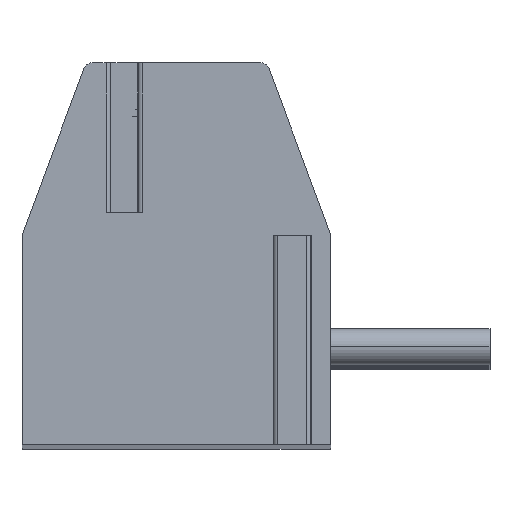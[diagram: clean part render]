
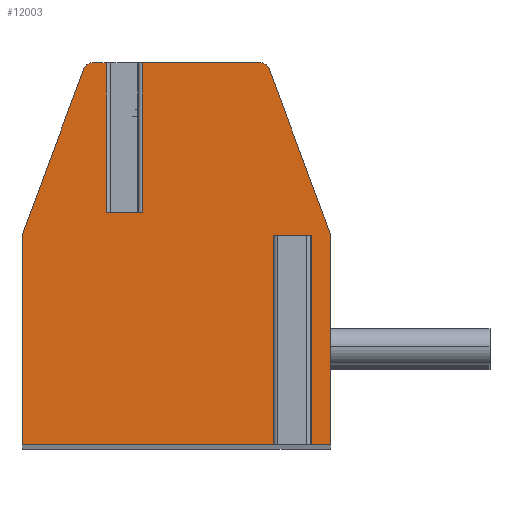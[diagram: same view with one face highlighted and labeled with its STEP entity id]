
A CAD part, top view. The second image highlights one B-rep face of the part: STEP entity #12003.
In plain terms, the highlighted planar face has unit normal (0, 0, 1).
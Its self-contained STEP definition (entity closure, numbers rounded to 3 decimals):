
#13=DIRECTION('',(1.,0.,0.));
#14=VECTOR('',#13,0.796);
#15=CARTESIAN_POINT('',(-1.548,0.9,57.75));
#16=LINE('',#15,#14);
#17=DIRECTION('',(0.,1.,0.));
#18=VECTOR('',#17,3.3);
#19=CARTESIAN_POINT('',(-0.752,0.9,57.75));
#20=LINE('',#19,#18);
#21=DIRECTION('',(-1.,0.,0.));
#22=VECTOR('',#21,2.603);
#23=CARTESIAN_POINT('',(1.851,4.2,57.75));
#24=LINE('',#23,#22);
#25=CARTESIAN_POINT('',(1.851,4.,57.75));
#26=DIRECTION('',(0.,0.,1.));
#27=DIRECTION('',(0.938,0.348,0.));
#28=AXIS2_PLACEMENT_3D('',#25,#26,#27);
#30=DIRECTION('',(-0.348,0.938,0.));
#31=VECTOR('',#30,3.914);
#32=CARTESIAN_POINT('',(3.4,0.4,57.75));
#33=LINE('',#32,#31);
#34=DIRECTION('',(0.,1.,0.));
#35=VECTOR('',#34,4.6);
#36=CARTESIAN_POINT('',(3.4,-4.2,57.75));
#37=LINE('',#36,#35);
#38=DIRECTION('',(1.,0.,0.));
#39=VECTOR('',#38,0.634);
#40=CARTESIAN_POINT('',(2.766,-4.2,57.75));
#41=LINE('',#40,#39);
#42=DIRECTION('',(0.,1.,0.));
#43=VECTOR('',#42,4.6);
#44=CARTESIAN_POINT('',(2.766,-4.2,57.75));
#45=LINE('',#44,#43);
#46=DIRECTION('',(-1.,0.,0.));
#47=VECTOR('',#46,0.43);
#48=CARTESIAN_POINT('',(2.766,0.4,57.75));
#49=LINE('',#48,#47);
#50=DIRECTION('',(0.,1.,0.));
#51=VECTOR('',#50,4.6);
#52=CARTESIAN_POINT('',(2.336,-4.2,57.75));
#53=LINE('',#52,#51);
#54=DIRECTION('',(1.,0.,0.));
#55=VECTOR('',#54,5.736);
#56=CARTESIAN_POINT('',(-3.4,-4.2,57.75));
#57=LINE('',#56,#55);
#58=DIRECTION('',(0.,-1.,0.));
#59=VECTOR('',#58,4.6);
#60=CARTESIAN_POINT('',(-3.4,0.4,57.75));
#61=LINE('',#60,#59);
#62=DIRECTION('',(-0.348,-0.938,0.));
#63=VECTOR('',#62,3.914);
#64=CARTESIAN_POINT('',(-2.038,4.07,57.75));
#65=LINE('',#64,#63);
#66=CARTESIAN_POINT('',(-1.851,4.,57.75));
#67=DIRECTION('',(0.,0.,1.));
#68=DIRECTION('',(0.,1.,0.));
#69=AXIS2_PLACEMENT_3D('',#66,#67,#68);
#71=DIRECTION('',(-1.,0.,0.));
#72=VECTOR('',#71,0.303);
#73=CARTESIAN_POINT('',(-1.548,4.2,57.75));
#74=LINE('',#73,#72);
#75=DIRECTION('',(0.,1.,0.));
#76=VECTOR('',#75,3.3);
#77=CARTESIAN_POINT('',(-1.548,0.9,57.75));
#78=LINE('',#77,#76);
#9382=CARTESIAN_POINT('',(-1.851,4.2,57.75));
#9383=CARTESIAN_POINT('',(-2.038,4.07,57.75));
#9384=VERTEX_POINT('',#9382);
#9385=VERTEX_POINT('',#9383);
#9386=CARTESIAN_POINT('',(-3.4,0.4,57.75));
#9387=VERTEX_POINT('',#9386);
#9388=CARTESIAN_POINT('',(-3.4,-4.2,57.75));
#9389=VERTEX_POINT('',#9388);
#9390=CARTESIAN_POINT('',(3.4,-4.2,57.75));
#9391=CARTESIAN_POINT('',(3.4,0.4,57.75));
#9392=VERTEX_POINT('',#9390);
#9393=VERTEX_POINT('',#9391);
#9394=CARTESIAN_POINT('',(2.038,4.07,57.75));
#9395=VERTEX_POINT('',#9394);
#9396=CARTESIAN_POINT('',(1.851,4.2,57.75));
#9397=VERTEX_POINT('',#9396);
#9438=CARTESIAN_POINT('',(2.766,0.4,57.75));
#9439=CARTESIAN_POINT('',(2.336,0.4,57.75));
#9440=VERTEX_POINT('',#9438);
#9441=VERTEX_POINT('',#9439);
#9442=CARTESIAN_POINT('',(2.336,-4.2,57.75));
#9443=VERTEX_POINT('',#9442);
#9444=CARTESIAN_POINT('',(2.766,-4.2,57.75));
#9445=VERTEX_POINT('',#9444);
#9506=CARTESIAN_POINT('',(-1.548,0.9,57.75));
#9507=CARTESIAN_POINT('',(-0.752,0.9,57.75));
#9508=VERTEX_POINT('',#9506);
#9509=VERTEX_POINT('',#9507);
#9510=CARTESIAN_POINT('',(-1.548,4.2,57.75));
#9511=VERTEX_POINT('',#9510);
#9512=CARTESIAN_POINT('',(-0.752,4.2,57.75));
#9513=VERTEX_POINT('',#9512);
#11964=CARTESIAN_POINT('',(0.,0.,57.75));
#11965=DIRECTION('',(0.,0.,1.));
#11966=DIRECTION('',(1.,0.,0.));
#11967=AXIS2_PLACEMENT_3D('',#11964,#11965,#11966);
#11968=PLANE('',#11967);
#11970=ORIENTED_EDGE('',*,*,#11969,.T.);
#11972=ORIENTED_EDGE('',*,*,#11971,.T.);
#11974=ORIENTED_EDGE('',*,*,#11973,.F.);
#11976=ORIENTED_EDGE('',*,*,#11975,.F.);
#11978=ORIENTED_EDGE('',*,*,#11977,.F.);
#11980=ORIENTED_EDGE('',*,*,#11979,.F.);
#11982=ORIENTED_EDGE('',*,*,#11981,.F.);
#11984=ORIENTED_EDGE('',*,*,#11983,.T.);
#11986=ORIENTED_EDGE('',*,*,#11985,.T.);
#11988=ORIENTED_EDGE('',*,*,#11987,.F.);
#11990=ORIENTED_EDGE('',*,*,#11989,.F.);
#11992=ORIENTED_EDGE('',*,*,#11991,.F.);
#11994=ORIENTED_EDGE('',*,*,#11993,.F.);
#11996=ORIENTED_EDGE('',*,*,#11995,.F.);
#11998=ORIENTED_EDGE('',*,*,#11997,.F.);
#12000=ORIENTED_EDGE('',*,*,#11999,.F.);
#12001=EDGE_LOOP('',(#11970,#11972,#11974,#11976,#11978,#11980,#11982,#11984,
#11986,#11988,#11990,#11992,#11994,#11996,#11998,#12000));
#12002=FACE_OUTER_BOUND('',#12001,.F.);
#29=CIRCLE('',#28,0.2);
#70=CIRCLE('',#69,0.2);
#11969=EDGE_CURVE('',#9508,#9509,#16,.T.);
#11971=EDGE_CURVE('',#9509,#9513,#20,.T.);
#11973=EDGE_CURVE('',#9397,#9513,#24,.T.);
#11975=EDGE_CURVE('',#9395,#9397,#29,.T.);
#11977=EDGE_CURVE('',#9393,#9395,#33,.T.);
#11979=EDGE_CURVE('',#9392,#9393,#37,.T.);
#11981=EDGE_CURVE('',#9445,#9392,#41,.T.);
#11983=EDGE_CURVE('',#9445,#9440,#45,.T.);
#11985=EDGE_CURVE('',#9440,#9441,#49,.T.);
#11987=EDGE_CURVE('',#9443,#9441,#53,.T.);
#11989=EDGE_CURVE('',#9389,#9443,#57,.T.);
#11991=EDGE_CURVE('',#9387,#9389,#61,.T.);
#11993=EDGE_CURVE('',#9385,#9387,#65,.T.);
#11995=EDGE_CURVE('',#9384,#9385,#70,.T.);
#11997=EDGE_CURVE('',#9511,#9384,#74,.T.);
#11999=EDGE_CURVE('',#9508,#9511,#78,.T.);
#12003=ADVANCED_FACE('',(#12002),#11968,.T.);
